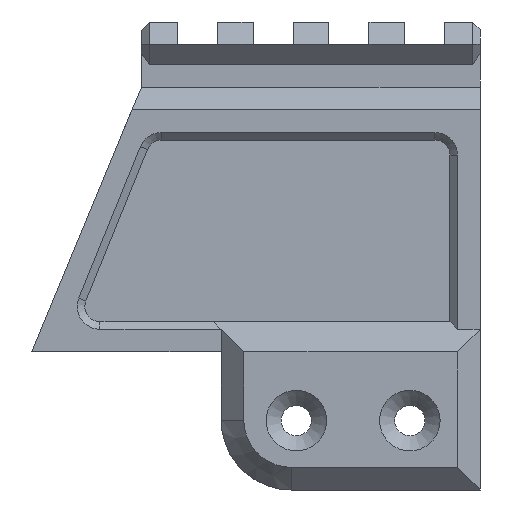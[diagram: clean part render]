
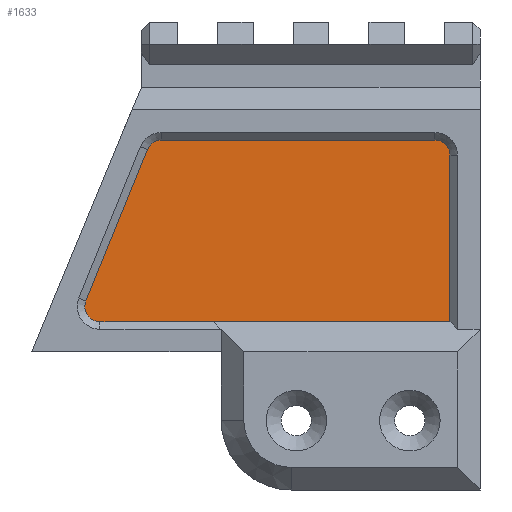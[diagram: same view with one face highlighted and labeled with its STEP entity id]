
A CAD part, left-side view. The second image highlights one B-rep face of the part: STEP entity #1633.
In plain terms, the highlighted planar face has unit normal (-1, 0, 0).
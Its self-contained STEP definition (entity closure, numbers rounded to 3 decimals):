
#1559=CARTESIAN_POINT('',(-18.65,0.,0.));
#1560=DIRECTION('',(-1.,0.,0.));
#1561=DIRECTION('',(0.,-1.,0.));
#1562=AXIS2_PLACEMENT_3D('',#1559,#1560,#1561);
#1563=PLANE('',#1562);
#1564=CARTESIAN_POINT('',(-18.65,8.973,98.753));
#1565=VERTEX_POINT('',#1564);
#1566=CARTESIAN_POINT('',(-18.65,17.098,78.753));
#1567=VERTEX_POINT('',#1566);
#1568=CARTESIAN_POINT('',(-18.65,8.973,98.753));
#1569=DIRECTION('',(0.,0.376,-0.926));
#1570=VECTOR('',#1569,21.587);
#1571=LINE('',#1568,#1570);
#1572=EDGE_CURVE('',#1565,#1567,#1571,.T.);
#1573=ORIENTED_EDGE('',*,*,#1572,.T.);
#1574=CARTESIAN_POINT('',(-18.65,15.245,76.));
#1575=VERTEX_POINT('',#1574);
#1576=CARTESIAN_POINT('',(-18.65,15.245,78.));
#1577=DIRECTION('',(-1.,0.,0.));
#1578=DIRECTION('',(0.,0.,1.));
#1579=AXIS2_PLACEMENT_3D('',#1576,#1577,#1578);
#1580=CIRCLE('',#1579,2.);
#1581=EDGE_CURVE('',#1567,#1575,#1580,.T.);
#1582=ORIENTED_EDGE('',*,*,#1581,.T.);
#1583=CARTESIAN_POINT('',(-18.65,0.243,76.));
#1584=VERTEX_POINT('',#1583);
#1585=CARTESIAN_POINT('',(-18.65,0.243,76.));
#1586=DIRECTION('',(0.,1.,-0.));
#1587=VECTOR('',#1586,15.002);
#1588=LINE('',#1585,#1587);
#1589=EDGE_CURVE('',#1584,#1575,#1588,.T.);
#1590=ORIENTED_EDGE('',*,*,#1589,.F.);
#1591=CARTESIAN_POINT('',(-18.65,-31.,76.));
#1592=VERTEX_POINT('',#1591);
#1593=CARTESIAN_POINT('',(-18.65,-31.,76.));
#1594=DIRECTION('',(0.,1.,-0.));
#1595=VECTOR('',#1594,31.243);
#1596=LINE('',#1593,#1595);
#1597=EDGE_CURVE('',#1592,#1584,#1596,.T.);
#1598=ORIENTED_EDGE('',*,*,#1597,.F.);
#1599=CARTESIAN_POINT('',(-18.65,-31.,98.));
#1600=VERTEX_POINT('',#1599);
#1601=CARTESIAN_POINT('',(-18.65,-31.,76.));
#1602=DIRECTION('',(0.,0.,1.));
#1603=VECTOR('',#1602,22.);
#1604=LINE('',#1601,#1603);
#1605=EDGE_CURVE('',#1592,#1600,#1604,.T.);
#1606=ORIENTED_EDGE('',*,*,#1605,.T.);
#1607=CARTESIAN_POINT('',(-18.65,-29.,100.));
#1608=VERTEX_POINT('',#1607);
#1609=CARTESIAN_POINT('',(-18.65,-29.,98.));
#1610=DIRECTION('',(-1.,0.,0.));
#1611=DIRECTION('',(0.,0.,1.));
#1612=AXIS2_PLACEMENT_3D('',#1609,#1610,#1611);
#1613=CIRCLE('',#1612,2.);
#1614=EDGE_CURVE('',#1600,#1608,#1613,.T.);
#1615=ORIENTED_EDGE('',*,*,#1614,.T.);
#1616=CARTESIAN_POINT('',(-18.65,7.12,100.));
#1617=VERTEX_POINT('',#1616);
#1618=CARTESIAN_POINT('',(-18.65,-29.,100.));
#1619=DIRECTION('',(0.,1.,0.));
#1620=VECTOR('',#1619,36.12);
#1621=LINE('',#1618,#1620);
#1622=EDGE_CURVE('',#1608,#1617,#1621,.T.);
#1623=ORIENTED_EDGE('',*,*,#1622,.T.);
#1624=CARTESIAN_POINT('',(-18.65,7.12,98.));
#1625=DIRECTION('',(-1.,0.,0.));
#1626=DIRECTION('',(0.,0.,1.));
#1627=AXIS2_PLACEMENT_3D('',#1624,#1625,#1626);
#1628=CIRCLE('',#1627,2.);
#1629=EDGE_CURVE('',#1617,#1565,#1628,.T.);
#1630=ORIENTED_EDGE('',*,*,#1629,.T.);
#1631=EDGE_LOOP('',(#1573,#1582,#1590,#1598,#1606,#1615,#1623,#1630));
#1632=FACE_BOUND('',#1631,.T.);
#1633=ADVANCED_FACE('',(#1632),#1563,.T.);
